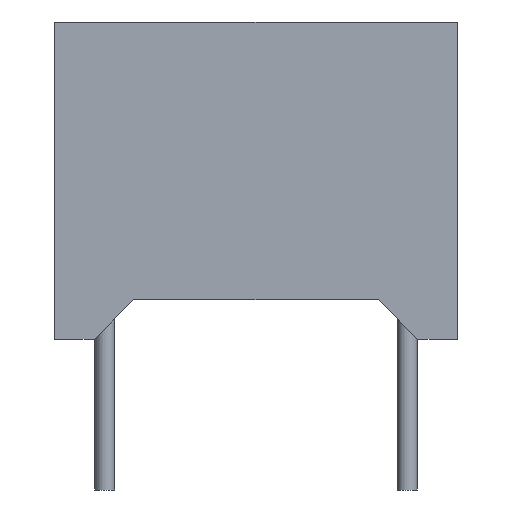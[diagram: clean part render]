
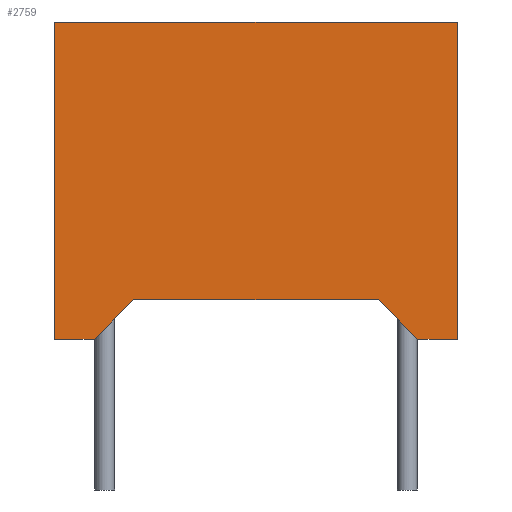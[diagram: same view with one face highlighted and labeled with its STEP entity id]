
A CAD part, front view. The second image highlights one B-rep face of the part: STEP entity #2759.
In plain terms, the highlighted planar face has unit normal (0, -1, 0).
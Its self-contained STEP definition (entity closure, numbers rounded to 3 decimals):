
#112=LINE('',#4049,#426);
#161=LINE('',#4146,#475);
#164=LINE('',#4154,#478);
#172=LINE('',#4170,#486);
#177=LINE('',#4181,#491);
#192=LINE('',#4208,#506);
#195=LINE('',#4214,#509);
#278=LINE('',#4389,#592);
#426=VECTOR('',#3330,10.);
#475=VECTOR('',#3381,10.);
#478=VECTOR('',#3386,10.);
#486=VECTOR('',#3398,10.);
#491=VECTOR('',#3407,10.);
#506=VECTOR('',#3432,10.);
#509=VECTOR('',#3439,10.);
#592=VECTOR('',#3626,10.);
#861=FACE_OUTER_BOUND('',#1061,.T.);
#1061=EDGE_LOOP('',(#2209,#2210,#2211,#2212,#2213,#2214,#2215,#2216));
#1208=VERTEX_POINT('',#4046);
#1209=VERTEX_POINT('',#4048);
#1256=VERTEX_POINT('',#4144);
#1259=VERTEX_POINT('',#4151);
#1260=VERTEX_POINT('',#4153);
#1266=VERTEX_POINT('',#4168);
#1270=VERTEX_POINT('',#4180);
#1278=VERTEX_POINT('',#4212);
#1466=EDGE_CURVE('',#1208,#1209,#112,.T.);
#1515=EDGE_CURVE('',#1256,#1208,#161,.T.);
#1518=EDGE_CURVE('',#1260,#1259,#164,.T.);
#1526=EDGE_CURVE('',#1259,#1266,#172,.T.);
#1531=EDGE_CURVE('',#1270,#1260,#177,.T.);
#1546=EDGE_CURVE('',#1270,#1256,#192,.T.);
#1549=EDGE_CURVE('',#1278,#1266,#195,.T.);
#1632=EDGE_CURVE('',#1278,#1209,#278,.T.);
#2209=ORIENTED_EDGE('',*,*,#1526,.T.);
#2210=ORIENTED_EDGE('',*,*,#1549,.F.);
#2211=ORIENTED_EDGE('',*,*,#1632,.T.);
#2212=ORIENTED_EDGE('',*,*,#1466,.F.);
#2213=ORIENTED_EDGE('',*,*,#1515,.F.);
#2214=ORIENTED_EDGE('',*,*,#1546,.F.);
#2215=ORIENTED_EDGE('',*,*,#1531,.T.);
#2216=ORIENTED_EDGE('',*,*,#1518,.T.);
#2569=PLANE('',#3033);
#2759=ADVANCED_FACE('',(#861),#2569,.T.);
#3033=AXIS2_PLACEMENT_3D('',#4390,#3627,#3628);
#3330=DIRECTION('',(1.,0.,0.));
#3381=DIRECTION('',(0.,0.,1.));
#3386=DIRECTION('',(1.,0.,0.));
#3398=DIRECTION('',(0.707,0.,-0.707));
#3407=DIRECTION('',(0.707,0.,0.707));
#3432=DIRECTION('',(-1.,0.,0.));
#3439=DIRECTION('',(-1.,0.,0.));
#3626=DIRECTION('',(0.,0.,1.));
#3627=DIRECTION('center_axis',(0.,-1.,0.));
#3628=DIRECTION('ref_axis',(1.,0.,0.));
#4046=CARTESIAN_POINT('',(-5.08,-12.635,8.));
#4048=CARTESIAN_POINT('',(5.08,-12.635,8.));
#4049=CARTESIAN_POINT('',(5.08,-12.635,8.));
#4144=CARTESIAN_POINT('',(-5.08,-12.635,0.));
#4146=CARTESIAN_POINT('',(-5.08,-12.635,0.));
#4151=CARTESIAN_POINT('',(3.08,-12.635,1.));
#4153=CARTESIAN_POINT('',(-3.08,-12.635,1.));
#4154=CARTESIAN_POINT('',(-1.,-12.635,1.));
#4168=CARTESIAN_POINT('',(4.08,-12.635,0.));
#4170=CARTESIAN_POINT('',(1.79,-12.635,2.29));
#4180=CARTESIAN_POINT('',(-4.08,-12.635,0.));
#4181=CARTESIAN_POINT('',(-3.83,-12.635,0.25));
#4208=CARTESIAN_POINT('',(5.08,-12.635,0.));
#4212=CARTESIAN_POINT('',(5.08,-12.635,0.));
#4214=CARTESIAN_POINT('',(5.08,-12.635,0.));
#4389=CARTESIAN_POINT('',(5.08,-12.635,0.));
#4390=CARTESIAN_POINT('Origin',(-5.08,-12.635,0.));
